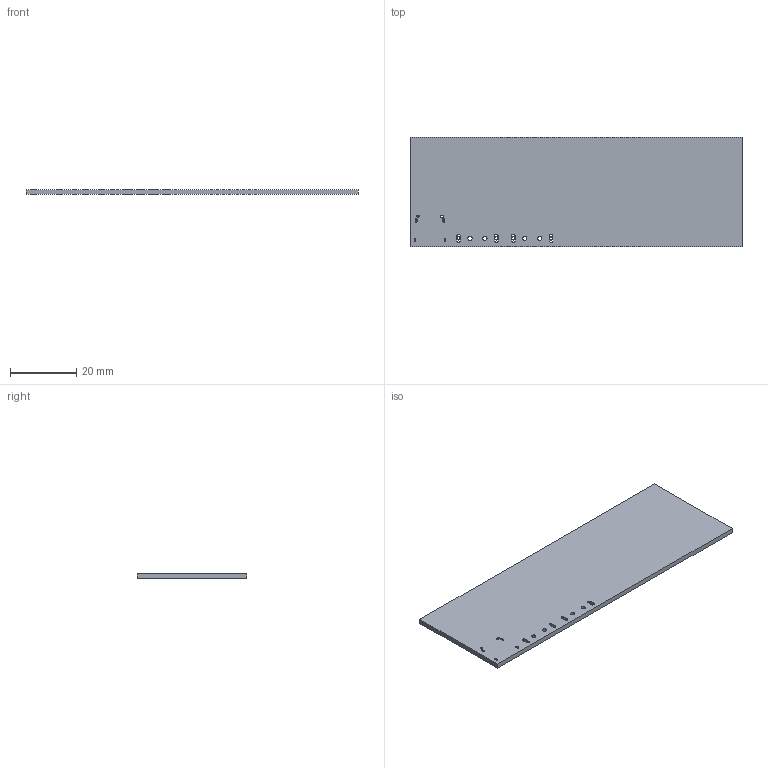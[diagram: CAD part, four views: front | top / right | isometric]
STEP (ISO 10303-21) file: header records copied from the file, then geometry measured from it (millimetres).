
FILE_DESCRIPTION(/* description */ (''),/* implementation_level */ '2;1');
FILE_NAME(/* name */ 'Board.stp',/* time_stamp */ '2025-09-12T00:22:16+02:00',/* author */ (''),/* organization */ (''),/* preprocessor_version */ 'ST-DEVELOPER v20.1',/* originating_system */ 'Autodesk Translation Framework v14.10.0.0',/* authorisation */ '');
FILE_SCHEMA (('AUTOMOTIVE_DESIGN { 1 0 10303 214 3 1 1 }'));
Length unit declared in the file: millimetre
Products named in the file (1): Board
Bounding box: 100 x 33.01 x 1.5 mm (x, y, z)
Volume: 4927 mm3; surface area: 7106.5 mm2
Topology: 9 solids, 9 shells, 693 faces, 2025 edges, 1350 vertices
Faces by surface type: plane 672, cylinder 21
Full cylindrical faces by diameter (mm): 0.43 x4, 0.5 x4, 0.65 x1, 0.93 x4, 1 x4, 1.25 x4
Entity records: 22621 total; most frequent: CARTESIAN_POINT 4069, ORIENTED_EDGE 4050, DIRECTION 3455, EDGE_CURVE 2025, LINE 1983, VECTOR 1983, VERTEX_POINT 1350, EDGE_LOOP 737
